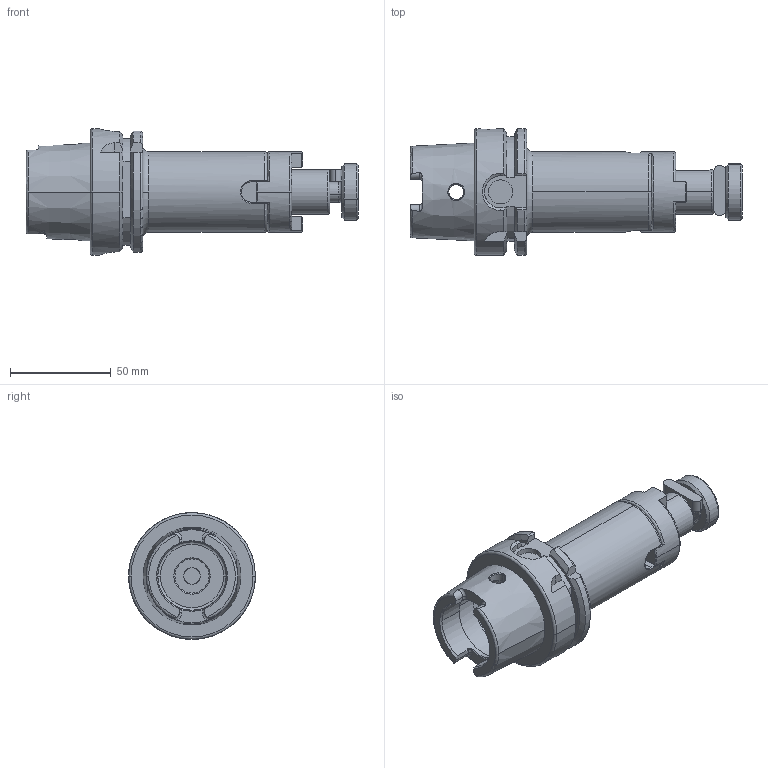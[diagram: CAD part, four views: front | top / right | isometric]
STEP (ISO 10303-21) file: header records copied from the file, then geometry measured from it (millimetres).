
FILE_DESCRIPTION (( 'STEP AP203' ), '1' );
FILE_NAME ('9163A-KD22100.STEP', '2018-09-07T06:19:02', ( '' ), ( '' ), 'SwSTEP 2.0', 'SolidWorks 2009', '' );
FILE_SCHEMA (( 'CONFIG_CONTROL_DESIGN' ));
Length unit declared in the file: millimetre
Products named in the file (9): CCS-M10-22 LONG; CCS-M10-22-1 LONG; 9163A-KD22100; HSKA63CMH22100WW; FT DR CMH 22; CCS-M10-22; CCS-M10-22-2; CCS-M8-16-1; PK-6x6x25
Assembly tree (8 placements, depth 4):
  9163A-KD22100
    PK-6x6x25
    CCS-M10-22
      CCS-M10-22 LONG
        CCS-M10-22-1 LONG
        CCS-M10-22-2
      CCS-M8-16-1
    HSKA63CMH22100WW
    FT DR CMH 22
Bounding box: 165 x 63 x 63 mm (x, y, z)
Volume: 183310 mm3; surface area: 44838.1 mm2
Topology: 6 solids, 6 shells, 341 faces, 826 edges, 502 vertices
Faces by surface type: plane 135, cylinder 80, cone 59, torus 45, bspline 22
Entity records: 12663 total; most frequent: CARTESIAN_POINT 3939, ORIENTED_EDGE 1640, DIRECTION 1617, EDGE_CURVE 820, AXIS2_PLACEMENT_3D 641, VERTEX_POINT 502, EDGE_LOOP 362, ADVANCED_FACE 341
